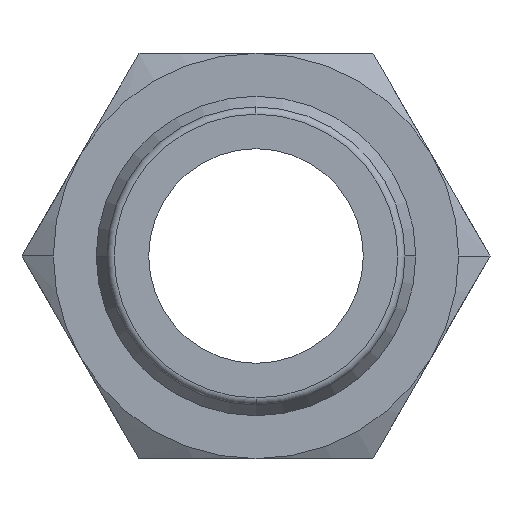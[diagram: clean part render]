
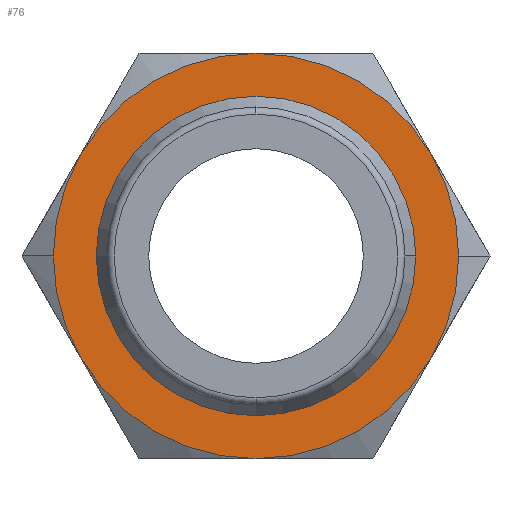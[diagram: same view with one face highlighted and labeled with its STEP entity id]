
A CAD part, front view. The second image highlights one B-rep face of the part: STEP entity #76.
In plain terms, the highlighted planar face has unit normal (0, -1, 0).
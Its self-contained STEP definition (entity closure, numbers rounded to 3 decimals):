
#76=ADVANCED_FACE('',(#183,#184),#185,.T.);
#183=FACE_OUTER_BOUND('',#320,.T.);
#184=FACE_BOUND('',#321,.T.);
#185=PLANE('',#322);
#320=EDGE_LOOP('',(#474,#475,#476,#477,#478,#479,#480,#481));
#321=EDGE_LOOP('',(#482,#483));
#322=AXIS2_PLACEMENT_3D('',#484,#485,#486);
#474=ORIENTED_EDGE('',*,*,#806,.T.);
#475=ORIENTED_EDGE('',*,*,#809,.T.);
#476=ORIENTED_EDGE('',*,*,#810,.T.);
#477=ORIENTED_EDGE('',*,*,#811,.T.);
#478=ORIENTED_EDGE('',*,*,#812,.T.);
#479=ORIENTED_EDGE('',*,*,#787,.T.);
#480=ORIENTED_EDGE('',*,*,#813,.T.);
#481=ORIENTED_EDGE('',*,*,#814,.T.);
#482=ORIENTED_EDGE('',*,*,#815,.F.);
#483=ORIENTED_EDGE('',*,*,#816,.F.);
#484=CARTESIAN_POINT('',(-4.25,14.0,0.0));
#485=DIRECTION('',(0.,-1.0,0.0));
#486=DIRECTION('',(-1.0,0.,0.0));
#787=EDGE_CURVE('',#918,#921,#923,.T.);
#806=EDGE_CURVE('',#956,#954,#957,.T.);
#809=EDGE_CURVE('',#954,#926,#960,.T.);
#810=EDGE_CURVE('',#926,#961,#962,.T.);
#811=EDGE_CURVE('',#961,#963,#964,.T.);
#812=EDGE_CURVE('',#963,#918,#965,.T.);
#813=EDGE_CURVE('',#921,#966,#967,.T.);
#814=EDGE_CURVE('',#966,#956,#968,.T.);
#815=EDGE_CURVE('',#969,#970,#971,.T.);
#816=EDGE_CURVE('',#970,#969,#972,.T.);
#918=VERTEX_POINT('',#1104);
#921=VERTEX_POINT('',#1108);
#923=CIRCLE('',#1121,8.5);
#926=VERTEX_POINT('',#1124);
#954=VERTEX_POINT('',#1179);
#956=VERTEX_POINT('',#1182);
#957=CIRCLE('',#1183,8.5);
#960=CIRCLE('',#1197,8.5);
#961=VERTEX_POINT('',#1198);
#962=CIRCLE('',#1199,8.5);
#963=VERTEX_POINT('',#1200);
#964=CIRCLE('',#1201,8.5);
#965=CIRCLE('',#1202,8.5);
#966=VERTEX_POINT('',#1203);
#967=CIRCLE('',#1204,8.5);
#968=CIRCLE('',#1205,8.5);
#969=VERTEX_POINT('',#1206);
#970=VERTEX_POINT('',#1207);
#971=CIRCLE('',#1208,6.7);
#972=CIRCLE('',#1209,6.7);
#1104=CARTESIAN_POINT('',(8.5,14.0,0.));
#1108=CARTESIAN_POINT('',(7.361,14.0,4.25));
#1121=AXIS2_PLACEMENT_3D('',#1458,#1459,#1460);
#1124=CARTESIAN_POINT('',(-7.361,14.0,-4.25));
#1179=CARTESIAN_POINT('',(-8.5,14.0,0.));
#1182=CARTESIAN_POINT('',(-7.361,14.0,4.25));
#1183=AXIS2_PLACEMENT_3D('',#1485,#1486,#1487);
#1197=AXIS2_PLACEMENT_3D('',#1488,#1489,#1490);
#1198=CARTESIAN_POINT('',(0.,14.0,-8.5));
#1199=AXIS2_PLACEMENT_3D('',#1491,#1492,#1493);
#1200=CARTESIAN_POINT('',(7.361,14.0,-4.25));
#1201=AXIS2_PLACEMENT_3D('',#1494,#1495,#1496);
#1202=AXIS2_PLACEMENT_3D('',#1497,#1498,#1499);
#1203=CARTESIAN_POINT('',(0.,14.0,8.5));
#1204=AXIS2_PLACEMENT_3D('',#1500,#1501,#1502);
#1205=AXIS2_PLACEMENT_3D('',#1503,#1504,#1505);
#1206=CARTESIAN_POINT('',(-6.7,14.0,0.));
#1207=CARTESIAN_POINT('',(6.7,14.0,0.));
#1208=AXIS2_PLACEMENT_3D('',#1506,#1507,#1508);
#1209=AXIS2_PLACEMENT_3D('',#1509,#1510,#1511);
#1458=CARTESIAN_POINT('',(0.,14.0,0.0));
#1459=DIRECTION('',(0.,-1.0,0.0));
#1460=DIRECTION('',(-1.0,0.,0.0));
#1485=CARTESIAN_POINT('',(0.,14.0,0.0));
#1486=DIRECTION('',(0.,-1.0,0.0));
#1487=DIRECTION('',(-1.0,0.,0.0));
#1488=CARTESIAN_POINT('',(0.,14.0,0.0));
#1489=DIRECTION('',(0.,-1.0,0.0));
#1490=DIRECTION('',(-1.0,0.,0.0));
#1491=CARTESIAN_POINT('',(0.,14.0,0.0));
#1492=DIRECTION('',(0.,-1.0,0.0));
#1493=DIRECTION('',(-1.0,0.,0.0));
#1494=CARTESIAN_POINT('',(0.,14.0,0.0));
#1495=DIRECTION('',(0.,-1.0,0.0));
#1496=DIRECTION('',(-1.0,0.,0.0));
#1497=CARTESIAN_POINT('',(0.,14.0,0.0));
#1498=DIRECTION('',(0.,-1.0,0.0));
#1499=DIRECTION('',(-1.0,0.,0.0));
#1500=CARTESIAN_POINT('',(0.,14.0,0.0));
#1501=DIRECTION('',(0.,-1.0,0.0));
#1502=DIRECTION('',(-1.0,0.,0.0));
#1503=CARTESIAN_POINT('',(0.,14.0,0.0));
#1504=DIRECTION('',(0.,-1.0,0.0));
#1505=DIRECTION('',(-1.0,0.,0.0));
#1506=CARTESIAN_POINT('',(0.0,14.0,0.0));
#1507=DIRECTION('',(0.,-1.0,0.0));
#1508=DIRECTION('',(1.0,0.,0.0));
#1509=CARTESIAN_POINT('',(0.0,14.0,0.0));
#1510=DIRECTION('',(0.,-1.0,0.0));
#1511=DIRECTION('',(1.0,0.,0.0));
